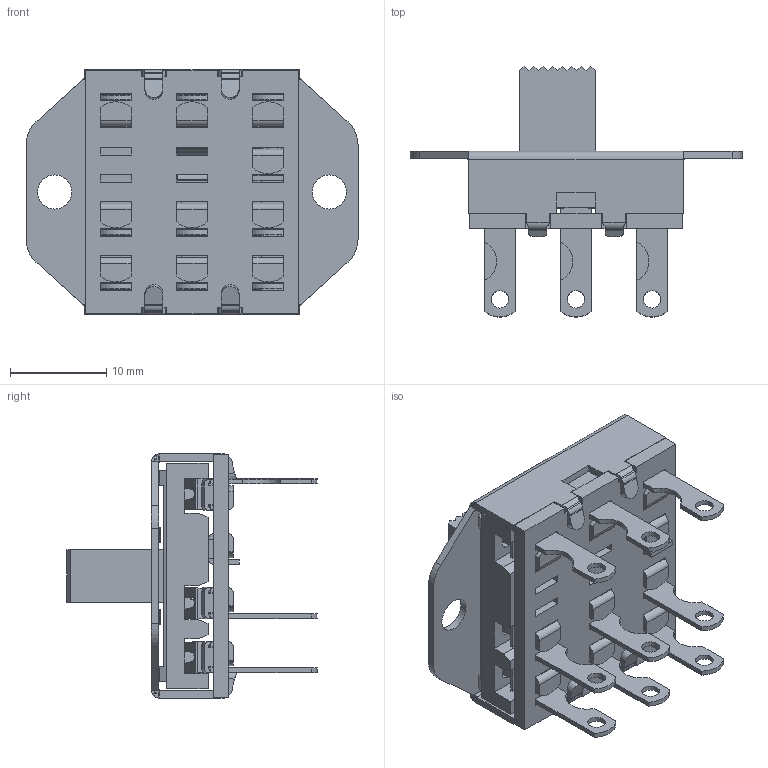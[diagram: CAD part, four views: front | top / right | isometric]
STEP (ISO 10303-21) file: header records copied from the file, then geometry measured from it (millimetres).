
FILE_DESCRIPTION(/* description */ (''),/* implementation_level */ '2;1');
FILE_NAME(/* name */ 'G-378A-0000_3D MODEL.stp',/* time_stamp */ '2023-09-25T11:12:53-04:00',/* author */ ('dwiltbank'),/* organization */ (''),/* preprocessor_version */ 'ST-DEVELOPER v19.2',/* originating_system */ 'Autodesk Inventor 2024',/* authorisation */ '');
FILE_SCHEMA (('AUTOMOTIVE_DESIGN { 1 0 10303 214 3 1 1 }'));
Length unit declared in the file: inch
Products named in the file (1): G-378A-0000_Simplify_1
Bounding box: 34.54 x 26.02 x 25.4 mm (x, y, z)
Volume: 3564.2 mm3; surface area: 6847 mm2
Topology: 1 solids, 1 shells, 1052 faces, 3081 edges, 1986 vertices
Faces by surface type: plane 755, cylinder 252, sphere 30, bspline 13, cone 2
Full cylindrical faces by diameter (mm): 1.397 x6, 1.727 x6, 1.829 x9, 3.175 x1, 3.556 x2
Entity records: 36259 total; most frequent: CARTESIAN_POINT 6566, ORIENTED_EDGE 6130, DIRECTION 5833, EDGE_CURVE 3065, LINE 2277, VECTOR 2277, VERTEX_POINT 1986, AXIS2_PLACEMENT_3D 1778
